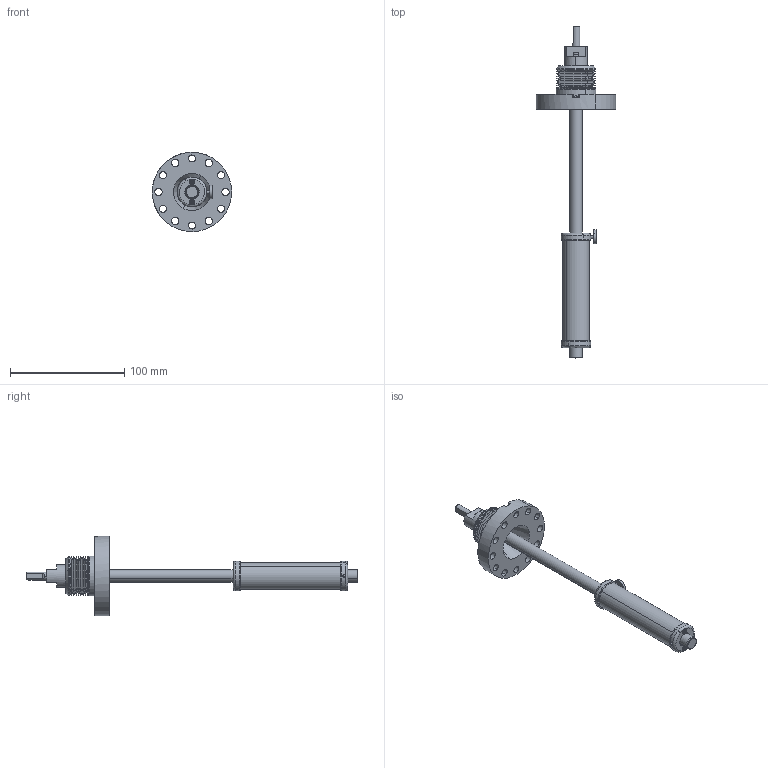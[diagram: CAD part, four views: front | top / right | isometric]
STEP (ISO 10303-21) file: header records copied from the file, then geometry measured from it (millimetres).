
FILE_DESCRIPTION(('CATIA V5 STEP'),'2;1');
FILE_NAME('WM40HT-0100-0060.stp','2014-11-12T14:11:20+00:00',('none'),('none'),'CATIA Version 5 Release 20 SP 7 (IN-10)','CATIA V5 STEP AP214','none');
FILE_SCHEMA(('AUTOMOTIVE_DESIGN { 1 0 10303 214 1 1 1 1 }'));
Length unit declared in the file: millimetre
Products named in the file (17): WM40HT-0100-0060; BU40-0265; 8; 157; 40005; 40007-0265; 40008; 40011; MKSHT; 36; 421; 422; 8076; 60299; 22102008; 116; 40068-0185
Assembly tree (22 placements, depth 3):
  WM40HT-0100-0060
    BU40-0265
      8
      157
      40005
      40007-0265
      40008
      40011
    MKSHT
      36  x2
      421  x2
      422  x2
      8076
      60299
      22102008  x4
    116
    40068-0185
Bounding box: 69.48 x 290.6 x 69.49 mm (x, y, z)
Volume: 90918.5 mm3; surface area: 69378.9 mm2
Topology: 18 solids, 18 shells, 538 faces, 1228 edges, 720 vertices
Faces by surface type: plane 195, cylinder 187, cone 146, torus 8, sphere 2
Entity records: 10215 total; most frequent: CARTESIAN_POINT 1941, ORIENTED_EDGE 1710, DIRECTION 1364, EDGE_CURVE 855, AXIS2_PLACEMENT_3D 670, VERTEX_POINT 526, EDGE_LOOP 449, VECTOR 426
